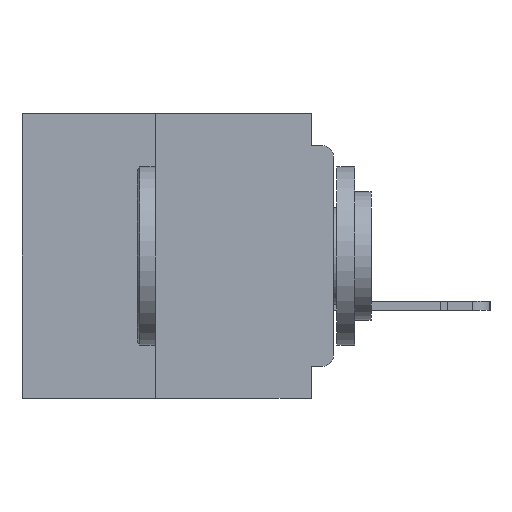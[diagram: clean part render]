
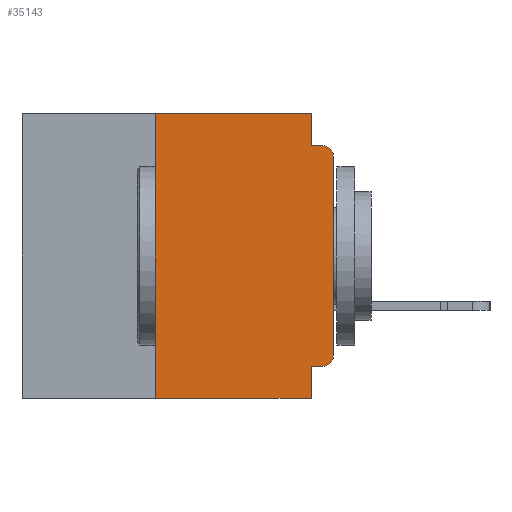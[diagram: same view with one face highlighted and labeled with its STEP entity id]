
A CAD part, left-side view. The second image highlights one B-rep face of the part: STEP entity #35143.
In plain terms, the highlighted planar face has unit normal (-1, 0, 0).
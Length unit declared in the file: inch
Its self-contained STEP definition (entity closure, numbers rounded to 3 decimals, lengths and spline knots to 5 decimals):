
#972 = EDGE_CURVE ( 'NONE', #54486, #31045, #58448, .T. ) ;
#1937 = EDGE_CURVE ( 'NONE', #35090, #2002, #43731, .T. ) ;
#2002 = VERTEX_POINT ( 'NONE', #36288 ) ;
#2125 = CARTESIAN_POINT ( 'NONE',  ( 0., 0.437, 0. ) ) ;
#3443 = DIRECTION ( 'NONE',  ( 0., 0., -1. ) ) ;
#5044 = ORIENTED_EDGE ( 'NONE', *, *, #29526, .T. ) ;
#5678 = EDGE_LOOP ( 'NONE', ( #12009, #43126, #44623, #46800, #51503, #62288, #5044, #38965, #41579, #13739 ) ) ;
#5939 = VERTEX_POINT ( 'NONE', #63664 ) ;
#7498 = DIRECTION ( 'NONE',  ( 0., 0., -1. ) ) ;
#8492 = DIRECTION ( 'NONE',  ( 0., 0., 1. ) ) ;
#9488 = FACE_OUTER_BOUND ( 'NONE', #5678, .T. ) ;
#9650 = CARTESIAN_POINT ( 'NONE',  ( 0., 0.015, -0.355 ) ) ;
#9748 = VERTEX_POINT ( 'NONE', #63697 ) ;
#11165 = CARTESIAN_POINT ( 'NONE',  ( 0., 0.25, -0.4 ) ) ;
#11233 = VECTOR ( 'NONE', #44990, 39.37008 ) ;
#11700 = DIRECTION ( 'NONE',  ( -1., 0., 0. ) ) ;
#11889 = VERTEX_POINT ( 'NONE', #18518 ) ;
#12009 = ORIENTED_EDGE ( 'NONE', *, *, #1937, .T. ) ;
#12346 = EDGE_CURVE ( 'NONE', #53225, #11889, #49444, .T. ) ;
#12951 = VECTOR ( 'NONE', #52495, 39.37008 ) ;
#13739 = ORIENTED_EDGE ( 'NONE', *, *, #53455, .T. ) ;
#14593 = LINE ( 'NONE', #54172, #12951 ) ;
#15434 = EDGE_CURVE ( 'NONE', #5939, #9748, #46403, .T. ) ;
#16380 = AXIS2_PLACEMENT_3D ( 'NONE', #2125, #39006, #7498 ) ;
#16513 = VECTOR ( 'NONE', #8492, 39.37008 ) ;
#16769 = VECTOR ( 'NONE', #61939, 39.37008 ) ;
#17216 = CARTESIAN_POINT ( 'NONE',  ( 0., 0.015, -0.06 ) ) ;
#18518 = CARTESIAN_POINT ( 'NONE',  ( 0., 0.031, -0.355 ) ) ;
#19140 = CARTESIAN_POINT ( 'NONE',  ( 0., 0.25, 0. ) ) ;
#21467 = VECTOR ( 'NONE', #43533, 39.37008 ) ;
#22489 = DIRECTION ( 'NONE',  ( 0., 0., -1. ) ) ;
#22814 = AXIS2_PLACEMENT_3D ( 'NONE', #43223, #11700, #48486 ) ;
#25199 = LINE ( 'NONE', #55295, #11233 ) ;
#26061 = CARTESIAN_POINT ( 'NONE',  ( 0., 0.031, -0.4 ) ) ;
#29526 = EDGE_CURVE ( 'NONE', #54486, #39143, #32764, .T. ) ;
#29751 = VECTOR ( 'NONE', #55121, 39.37008 ) ;
#29897 = AXIS2_PLACEMENT_3D ( 'NONE', #17216, #53968, #22489 ) ;
#31045 = VERTEX_POINT ( 'NONE', #19140 ) ;
#31124 = VECTOR ( 'NONE', #47143, 39.37008 ) ;
#32764 = LINE ( 'NONE', #41858, #31124 ) ;
#34148 = EDGE_CURVE ( 'NONE', #11889, #39143, #47495, .T. ) ;
#35090 = VERTEX_POINT ( 'NONE', #38553 ) ;
#35143 = ADVANCED_FACE ( 'NONE', ( #9488 ), #59891, .F. ) ;
#36288 = CARTESIAN_POINT ( 'NONE',  ( 0., 0., -0.06 ) ) ;
#36785 = CARTESIAN_POINT ( 'NONE',  ( 0., 0.015, -0.045 ) ) ;
#38200 = CARTESIAN_POINT ( 'NONE',  ( 0., 0., -0.355 ) ) ;
#38553 = CARTESIAN_POINT ( 'NONE',  ( 0., 0., -0.34 ) ) ;
#38965 = ORIENTED_EDGE ( 'NONE', *, *, #34148, .F. ) ;
#39006 = DIRECTION ( 'NONE',  ( 1., 0., 0. ) ) ;
#39143 = VERTEX_POINT ( 'NONE', #26061 ) ;
#40307 = CARTESIAN_POINT ( 'NONE',  ( 0., 0.031, -0.4 ) ) ;
#41579 = ORIENTED_EDGE ( 'NONE', *, *, #12346, .F. ) ;
#41858 = CARTESIAN_POINT ( 'NONE',  ( 0., 0.437, -0.4 ) ) ;
#42999 = EDGE_CURVE ( 'NONE', #9748, #66032, #14593, .T. ) ;
#43126 = ORIENTED_EDGE ( 'NONE', *, *, #53490, .T. ) ;
#43223 = CARTESIAN_POINT ( 'NONE',  ( 0., 0.015, -0.34 ) ) ;
#43305 = CARTESIAN_POINT ( 'NONE',  ( 0., 0.25, -0.4 ) ) ;
#43533 = DIRECTION ( 'NONE',  ( 0., 1., 0. ) ) ;
#43731 = LINE ( 'NONE', #57888, #29751 ) ;
#44121 = CIRCLE ( 'NONE', #22814, 0.015 ) ;
#44207 = VECTOR ( 'NONE', #3443, 39.37008 ) ;
#44623 = ORIENTED_EDGE ( 'NONE', *, *, #42999, .F. ) ;
#44990 = DIRECTION ( 'NONE',  ( 0., -1., 0. ) ) ;
#46403 = LINE ( 'NONE', #51407, #16769 ) ;
#46800 = ORIENTED_EDGE ( 'NONE', *, *, #15434, .F. ) ;
#47143 = DIRECTION ( 'NONE',  ( 0., -1., 0. ) ) ;
#47495 = LINE ( 'NONE', #40307, #44207 ) ;
#48486 = DIRECTION ( 'NONE',  ( 0., 0., -1. ) ) ;
#49444 = LINE ( 'NONE', #38200, #21467 ) ;
#51407 = CARTESIAN_POINT ( 'NONE',  ( 0., 0.031, 0. ) ) ;
#51503 = ORIENTED_EDGE ( 'NONE', *, *, #68203, .F. ) ;
#52495 = DIRECTION ( 'NONE',  ( 0., -1., 0. ) ) ;
#53225 = VERTEX_POINT ( 'NONE', #9650 ) ;
#53455 = EDGE_CURVE ( 'NONE', #53225, #35090, #44121, .T. ) ;
#53490 = EDGE_CURVE ( 'NONE', #2002, #66032, #58070, .T. ) ;
#53968 = DIRECTION ( 'NONE',  ( -1., 0., 0. ) ) ;
#54172 = CARTESIAN_POINT ( 'NONE',  ( 0., 0., -0.045 ) ) ;
#54486 = VERTEX_POINT ( 'NONE', #11165 ) ;
#55121 = DIRECTION ( 'NONE',  ( 0., 0., 1. ) ) ;
#55295 = CARTESIAN_POINT ( 'NONE',  ( 0., 0.437, 0. ) ) ;
#57888 = CARTESIAN_POINT ( 'NONE',  ( 0., 0., 0. ) ) ;
#58070 = CIRCLE ( 'NONE', #29897, 0.015 ) ;
#58448 = LINE ( 'NONE', #43305, #16513 ) ;
#59891 = PLANE ( 'NONE',  #16380 ) ;
#61939 = DIRECTION ( 'NONE',  ( 0., 0., -1. ) ) ;
#62288 = ORIENTED_EDGE ( 'NONE', *, *, #972, .F. ) ;
#63664 = CARTESIAN_POINT ( 'NONE',  ( 0., 0.031, 0. ) ) ;
#63697 = CARTESIAN_POINT ( 'NONE',  ( 0., 0.031, -0.045 ) ) ;
#66032 = VERTEX_POINT ( 'NONE', #36785 ) ;
#68203 = EDGE_CURVE ( 'NONE', #31045, #5939, #25199, .T. ) ;
